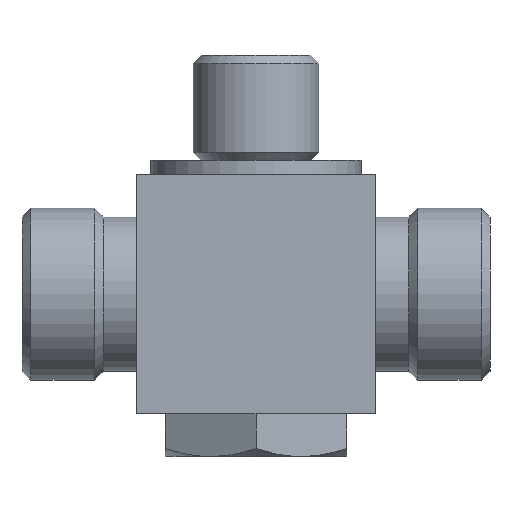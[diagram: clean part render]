
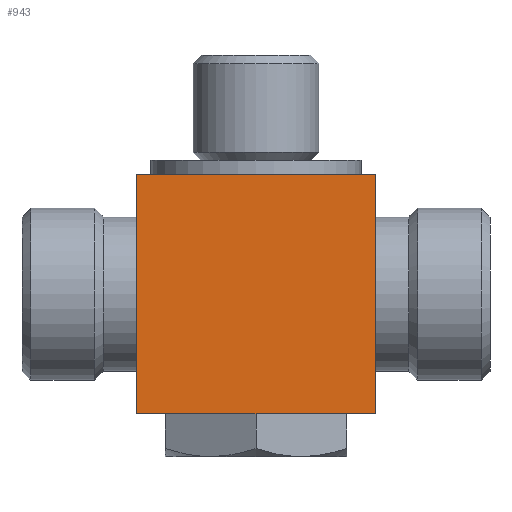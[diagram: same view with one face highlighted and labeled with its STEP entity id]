
A CAD part, front view. The second image highlights one B-rep face of the part: STEP entity #943.
In plain terms, the highlighted planar face has unit normal (0, -1, 0).
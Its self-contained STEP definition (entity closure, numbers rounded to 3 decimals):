
#33=LINE('',#1305,#57);
#36=LINE('',#1311,#60);
#37=LINE('',#1313,#61);
#38=LINE('',#1315,#62);
#57=VECTOR('',#1122,1000.);
#60=VECTOR('',#1127,1000.);
#61=VECTOR('',#1128,1000.);
#62=VECTOR('',#1129,1000.);
#100=PLANE('',#1009);
#146=ORIENTED_EDGE('',*,*,#282,.T.);
#147=ORIENTED_EDGE('',*,*,#283,.F.);
#148=ORIENTED_EDGE('',*,*,#284,.F.);
#149=ORIENTED_EDGE('',*,*,#279,.T.);
#279=EDGE_CURVE('',#353,#352,#33,.T.);
#282=EDGE_CURVE('',#352,#355,#36,.T.);
#283=EDGE_CURVE('',#356,#355,#37,.T.);
#284=EDGE_CURVE('',#353,#356,#38,.T.);
#352=VERTEX_POINT('',#1304);
#353=VERTEX_POINT('',#1306);
#355=VERTEX_POINT('',#1312);
#356=VERTEX_POINT('',#1314);
#453=EDGE_LOOP('',(#146,#147,#148,#149));
#533=FACE_BOUND('',#453,.T.);
#943=ADVANCED_FACE('',(#533),#100,.F.);
#1009=AXIS2_PLACEMENT_3D('',#1310,#1125,#1126);
#1122=DIRECTION('',(0.,0.,-1.));
#1125=DIRECTION('',(0.,1.,0.));
#1126=DIRECTION('',(0.,0.,1.));
#1127=DIRECTION('',(1.,0.,0.));
#1128=DIRECTION('',(0.,0.,-1.));
#1129=DIRECTION('',(1.,0.,0.));
#1304=CARTESIAN_POINT('',(-12.5,-12.5,-26.5));
#1305=CARTESIAN_POINT('',(-12.5,-12.5,-1.5));
#1306=CARTESIAN_POINT('',(-12.5,-12.5,-1.5));
#1310=CARTESIAN_POINT('',(-12.5,-12.5,-1.5));
#1311=CARTESIAN_POINT('',(-12.5,-12.5,-26.5));
#1312=CARTESIAN_POINT('',(12.5,-12.5,-26.5));
#1313=CARTESIAN_POINT('',(12.5,-12.5,-1.5));
#1314=CARTESIAN_POINT('',(12.5,-12.5,-1.5));
#1315=CARTESIAN_POINT('',(-12.5,-12.5,-1.5));
